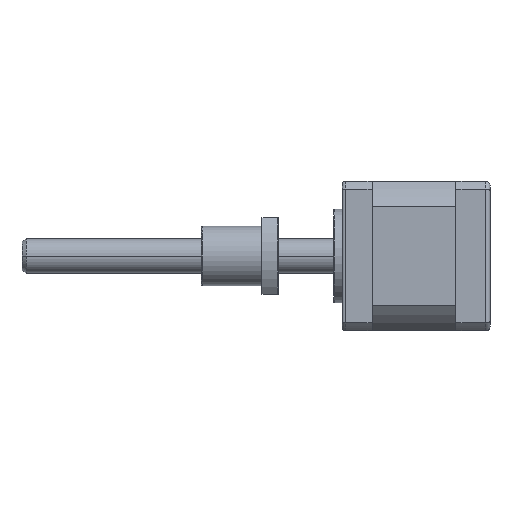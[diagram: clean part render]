
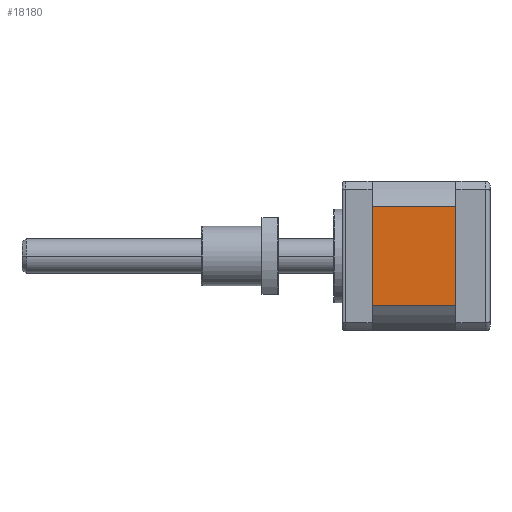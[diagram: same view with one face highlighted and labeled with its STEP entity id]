
A CAD part, left-side view. The second image highlights one B-rep face of the part: STEP entity #18180.
In plain terms, the highlighted planar face has unit normal (-1, 0, 0).
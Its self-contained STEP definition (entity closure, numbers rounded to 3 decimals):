
#173 = ORIENTED_EDGE ( 'NONE', *, *, #27732, .F. ) ;
#874 = VECTOR ( 'NONE', #7003, 1000. ) ;
#4235 = VERTEX_POINT ( 'NONE', #35244 ) ;
#5952 = ORIENTED_EDGE ( 'NONE', *, *, #40023, .T. ) ;
#7003 = DIRECTION ( 'NONE',  ( 0., 1., 0. ) ) ;
#7731 = LINE ( 'NONE', #27536, #37262 ) ;
#8042 = CARTESIAN_POINT ( 'NONE',  ( -22.209, 8.993, 28.246 ) ) ;
#10770 = DIRECTION ( 'NONE',  ( 0., 0., -1. ) ) ;
#10811 = VECTOR ( 'NONE', #42774, 1000. ) ;
#10825 = ORIENTED_EDGE ( 'NONE', *, *, #26239, .T. ) ;
#10856 = VERTEX_POINT ( 'NONE', #23873 ) ;
#12262 = CARTESIAN_POINT ( 'NONE',  ( -22.209, -10.607, 5.03 ) ) ;
#14779 = VECTOR ( 'NONE', #26678, 1000. ) ;
#16766 = EDGE_CURVE ( 'NONE', #21058, #10856, #7731, .T. ) ;
#18180 = ADVANCED_FACE ( 'NONE', ( #30945 ), #28475, .F. ) ;
#19242 = VERTEX_POINT ( 'NONE', #8042 ) ;
#20021 = CARTESIAN_POINT ( 'NONE',  ( -22.209, 8.993, 5.03 ) ) ;
#20919 = LINE ( 'NONE', #26854, #874 ) ;
#21058 = VERTEX_POINT ( 'NONE', #23628 ) ;
#23628 = CARTESIAN_POINT ( 'NONE',  ( -22.209, -10.607, 28.246 ) ) ;
#23873 = CARTESIAN_POINT ( 'NONE',  ( -22.209, -10.607, 5.03 ) ) ;
#26239 = EDGE_CURVE ( 'NONE', #19242, #4235, #35935, .T. ) ;
#26600 = LINE ( 'NONE', #29374, #10811 ) ;
#26678 = DIRECTION ( 'NONE',  ( 0., 0., -1. ) ) ;
#26854 = CARTESIAN_POINT ( 'NONE',  ( -22.209, -10.607, 5.03 ) ) ;
#27536 = CARTESIAN_POINT ( 'NONE',  ( -22.209, -10.607, 5.03 ) ) ;
#27732 = EDGE_CURVE ( 'NONE', #10856, #4235, #20919, .T. ) ;
#28475 = PLANE ( 'NONE',  #41184 ) ;
#29374 = CARTESIAN_POINT ( 'NONE',  ( -22.209, -10.607, 28.246 ) ) ;
#30945 = FACE_OUTER_BOUND ( 'NONE', #41710, .T. ) ;
#32459 = DIRECTION ( 'NONE',  ( 1., 0., 0. ) ) ;
#35244 = CARTESIAN_POINT ( 'NONE',  ( -22.209, 8.993, 5.03 ) ) ;
#35935 = LINE ( 'NONE', #20021, #14779 ) ;
#37262 = VECTOR ( 'NONE', #10770, 1000. ) ;
#40023 = EDGE_CURVE ( 'NONE', #21058, #19242, #26600, .T. ) ;
#41184 = AXIS2_PLACEMENT_3D ( 'NONE', #12262, #32459, #42624 ) ;
#41710 = EDGE_LOOP ( 'NONE', ( #10825, #173, #43253, #5952 ) ) ;
#42624 = DIRECTION ( 'NONE',  ( 0., 0., 1. ) ) ;
#42774 = DIRECTION ( 'NONE',  ( 0., 1., 0. ) ) ;
#43253 = ORIENTED_EDGE ( 'NONE', *, *, #16766, .F. ) ;
